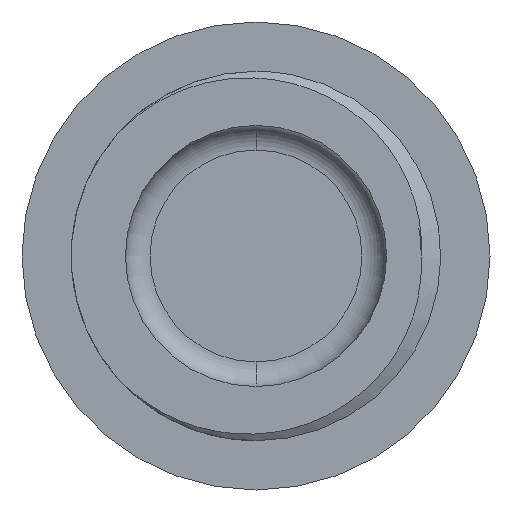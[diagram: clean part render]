
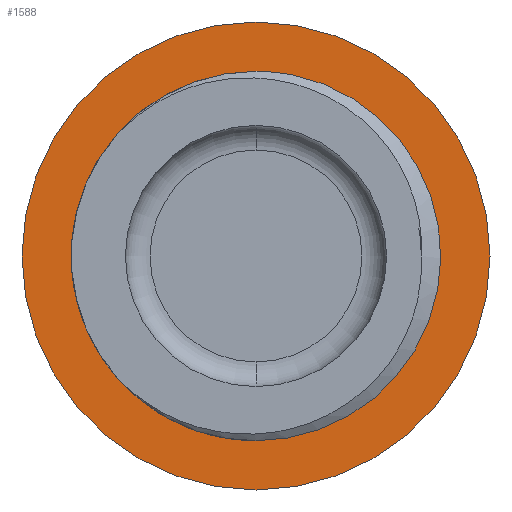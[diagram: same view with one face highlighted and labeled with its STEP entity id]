
A CAD part, front view. The second image highlights one B-rep face of the part: STEP entity #1588.
In plain terms, the highlighted planar face has unit normal (0, -1, 0).
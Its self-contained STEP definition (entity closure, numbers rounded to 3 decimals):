
#5 = VERTEX_POINT ( 'NONE', #56 ) ;
#6 = VERTEX_POINT ( 'NONE', #72 ) ;
#21 = VERTEX_POINT ( 'NONE', #50 ) ;
#30 = VERTEX_POINT ( 'NONE', #84 ) ;
#37 = VERTEX_POINT ( 'NONE', #82 ) ;
#44 = VERTEX_POINT ( 'NONE', #78 ) ;
#50 = CARTESIAN_POINT ( 'NONE',  ( 0., 5.859, 9.5 ) ) ;
#56 = CARTESIAN_POINT ( 'NONE',  ( 0., 5.859, 7.5 ) ) ;
#72 = CARTESIAN_POINT ( 'NONE',  ( 0., 5.859, -9.5 ) ) ;
#78 = CARTESIAN_POINT ( 'NONE',  ( 6.715, 5.859, 0.024 ) ) ;
#82 = CARTESIAN_POINT ( 'NONE',  ( 0., 5.859, 7.226 ) ) ;
#84 = CARTESIAN_POINT ( 'NONE',  ( -5.565, 5.859, -5.028 ) ) ;
#132 = CARTESIAN_POINT ( 'NONE',  ( 0., 5.859, 0. ) ) ;
#133 = DIRECTION ( 'NONE',  ( 0., -1., 0. ) ) ;
#137 = DIRECTION ( 'NONE',  ( 0., 0., 1. ) ) ;
#169 = VECTOR ( 'NONE', #446, 1000. ) ;
#170 = CARTESIAN_POINT ( 'NONE',  ( -2.575, 5.859, -6.915 ) ) ;
#171 = CARTESIAN_POINT ( 'NONE',  ( -1.169, 5.859, -7.22 ) ) ;
#212 = CIRCLE ( 'NONE', #216, 9.5 ) ;
#216 = AXIS2_PLACEMENT_3D ( 'NONE', #411, #368, #372 ) ;
#226 = CARTESIAN_POINT ( 'NONE',  ( -5.565, 5.859, -5.028 ) ) ;
#228 = CARTESIAN_POINT ( 'NONE',  ( -5.315, 5.859, -5.282 ) ) ;
#229 = CARTESIAN_POINT ( 'NONE',  ( -5.049, 5.859, -5.517 ) ) ;
#252 = CARTESIAN_POINT ( 'NONE',  ( 6.438, 5.859, 2.273 ) ) ;
#253 = CARTESIAN_POINT ( 'NONE',  ( 6.301, 5.859, 2.706 ) ) ;
#254 = CARTESIAN_POINT ( 'NONE',  ( 6.121, 5.859, 3.124 ) ) ;
#255 = CARTESIAN_POINT ( 'NONE',  ( 5.92, 5.859, 3.533 ) ) ;
#256 = CARTESIAN_POINT ( 'NONE',  ( 5.446, 5.859, 4.316 ) ) ;
#257 = CARTESIAN_POINT ( 'NONE',  ( 5.168, 5.859, 4.676 ) ) ;
#258 = CARTESIAN_POINT ( 'NONE',  ( 4.698, 5.859, 5.173 ) ) ;
#259 = CARTESIAN_POINT ( 'NONE',  ( 4.532, 5.859, 5.333 ) ) ;
#260 = CARTESIAN_POINT ( 'NONE',  ( 5.808, 5.859, 3.735 ) ) ;
#261 = CARTESIAN_POINT ( 'NONE',  ( 4.188, 5.859, 5.634 ) ) ;
#262 = CARTESIAN_POINT ( 'NONE',  ( 3.448, 5.859, 6.163 ) ) ;
#263 = CARTESIAN_POINT ( 'NONE',  ( 3.831, 5.859, 5.916 ) ) ;
#264 = CARTESIAN_POINT ( 'NONE',  ( 3.053, 5.859, 6.392 ) ) ;
#265 = CARTESIAN_POINT ( 'NONE',  ( 2.226, 5.859, 6.782 ) ) ;
#266 = CARTESIAN_POINT ( 'NONE',  ( 2.848, 5.859, 6.498 ) ) ;
#267 = CARTESIAN_POINT ( 'NONE',  ( 0.915, 5.859, 7.142 ) ) ;
#268 = CARTESIAN_POINT ( 'NONE',  ( 1.798, 5.859, 6.929 ) ) ;
#269 = CARTESIAN_POINT ( 'NONE',  ( 0.457, 5.859, 7.206 ) ) ;
#270 = CARTESIAN_POINT ( 'NONE',  ( 0., 5.859, 7.226 ) ) ;
#274 = CARTESIAN_POINT ( 'NONE',  ( -3.24, 5.859, -6.665 ) ) ;
#280 = CARTESIAN_POINT ( 'NONE',  ( -4.181, 5.859, -6.146 ) ) ;
#283 = CARTESIAN_POINT ( 'NONE',  ( 6.715, 5.859, 0.024 ) ) ;
#290 = CARTESIAN_POINT ( 'NONE',  ( -4.483, 5.859, -5.948 ) ) ;
#291 = CARTESIAN_POINT ( 'NONE',  ( 6.734, 5.859, 0.477 ) ) ;
#294 = CARTESIAN_POINT ( 'NONE',  ( 6.554, 5.859, 1.831 ) ) ;
#295 = CARTESIAN_POINT ( 'NONE',  ( 6.709, 5.859, 0.93 ) ) ;
#296 = CARTESIAN_POINT ( 'NONE',  ( 6.602, 5.859, 1.606 ) ) ;
#311 = CIRCLE ( 'NONE', #313, 9.5 ) ;
#313 = AXIS2_PLACEMENT_3D ( 'NONE', #132, #133, #137 ) ;
#326 = EDGE_LOOP ( 'NONE', ( #594, #649, #1254, #715 ) ) ;
#335 = CARTESIAN_POINT ( 'NONE',  ( 1.676, 5.859, -6.991 ) ) ;
#336 = CARTESIAN_POINT ( 'NONE',  ( 3.012, 5.859, -6.453 ) ) ;
#341 = EDGE_LOOP ( 'NONE', ( #688, #1278 ) ) ;
#364 = CARTESIAN_POINT ( 'NONE',  ( 6.394, 5.859, -2.442 ) ) ;
#368 = DIRECTION ( 'NONE',  ( 0., -1., 0. ) ) ;
#372 = DIRECTION ( 'NONE',  ( 0., 0., 1. ) ) ;
#390 = CARTESIAN_POINT ( 'NONE',  ( 6.722, 5.859, -0.694 ) ) ;
#394 = CARTESIAN_POINT ( 'NONE',  ( 5.421, 5.859, -4.343 ) ) ;
#396 = CARTESIAN_POINT ( 'NONE',  ( 5.809, 5.859, -3.748 ) ) ;
#406 = CARTESIAN_POINT ( 'NONE',  ( 6.715, 5.859, 0.024 ) ) ;
#411 = CARTESIAN_POINT ( 'NONE',  ( 0., 5.859, 0. ) ) ;
#414 = CARTESIAN_POINT ( 'NONE',  ( 4.463, 5.859, -5.407 ) ) ;
#415 = CARTESIAN_POINT ( 'NONE',  ( 5.203, 5.859, -4.628 ) ) ;
#416 = CARTESIAN_POINT ( 'NONE',  ( 4.721, 5.859, -5.162 ) ) ;
#417 = CARTESIAN_POINT ( 'NONE',  ( 6.645, 5.859, -1.405 ) ) ;
#418 = CARTESIAN_POINT ( 'NONE',  ( 6.732, 5.859, -0.332 ) ) ;
#428 = CARTESIAN_POINT ( 'NONE',  ( 5.98, 5.859, -3.436 ) ) ;
#434 = CARTESIAN_POINT ( 'NONE',  ( 6.579, 5.859, -1.755 ) ) ;
#436 = CARTESIAN_POINT ( 'NONE',  ( 6.272, 5.859, -2.782 ) ) ;
#440 = LINE ( 'NONE', #447, #169 ) ;
#446 = DIRECTION ( 'NONE',  ( 0., 0., 1. ) ) ;
#447 = CARTESIAN_POINT ( 'NONE',  ( 0., 5.859, 0. ) ) ;
#594 = ORIENTED_EDGE ( 'NONE', *, *, #1459, .F. ) ;
#649 = ORIENTED_EDGE ( 'NONE', *, *, #1429, .F. ) ;
#688 = ORIENTED_EDGE ( 'NONE', *, *, #1372, .T. ) ;
#715 = ORIENTED_EDGE ( 'NONE', *, *, #1417, .F. ) ;
#739 = DIRECTION ( 'NONE',  ( 0., 0., 1. ) ) ;
#766 = DIRECTION ( 'NONE',  ( 0., -1., 0. ) ) ;
#775 = CARTESIAN_POINT ( 'NONE',  ( 0., 5.859, 0. ) ) ;
#932 = FACE_OUTER_BOUND ( 'NONE', #341, .T. ) ;
#933 = PLANE ( 'NONE',  #1544 ) ;
#941 = FACE_BOUND ( 'NONE', #326, .T. ) ;
#942 = DIRECTION ( 'NONE',  ( 0., 1., 0. ) ) ;
#946 = DIRECTION ( 'NONE',  ( 0., 0., 1. ) ) ;
#952 = CARTESIAN_POINT ( 'NONE',  ( -7.5, 5.859, 0. ) ) ;
#1254 = ORIENTED_EDGE ( 'NONE', *, *, #1400, .F. ) ;
#1278 = ORIENTED_EDGE ( 'NONE', *, *, #1420, .T. ) ;
#1355 = CARTESIAN_POINT ( 'NONE',  ( 0.981, 5.859, -7.155 ) ) ;
#1369 = CARTESIAN_POINT ( 'NONE',  ( -0.455, 5.859, -7.269 ) ) ;
#1372 = EDGE_CURVE ( 'NONE', #6, #21, #311, .T. ) ;
#1400 = EDGE_CURVE ( 'NONE', #44, #37, #1576, .T. ) ;
#1417 = EDGE_CURVE ( 'NONE', #30, #44, #1575, .T. ) ;
#1420 = EDGE_CURVE ( 'NONE', #21, #6, #212, .T. ) ;
#1429 = EDGE_CURVE ( 'NONE', #37, #5, #440, .T. ) ;
#1459 = EDGE_CURVE ( 'NONE', #5, #30, #1520, .T. ) ;
#1518 = AXIS2_PLACEMENT_3D ( 'NONE', #775, #766, #739 ) ;
#1520 = CIRCLE ( 'NONE', #1518, 7.5 ) ;
#1544 = AXIS2_PLACEMENT_3D ( 'NONE', #952, #942, #946 ) ;
#1556 = CARTESIAN_POINT ( 'NONE',  ( 3.637, 5.859, -6.082 ) ) ;
#1575 = B_SPLINE_CURVE_WITH_KNOTS ( 'NONE', 3,
 ( #226, #228, #229, #290, #280, #274, #170, #171, #1369, #1355, #335, #336, #1556, #414, #416, #415, #394, #396, #428, #436, #364, #434, #417, #390, #418, #406 ),
 .UNSPECIFIED., .F., .F.,
 ( 4, 2, 2, 2, 2, 2, 2, 2, 2, 2, 2, 2, 4 ),
 ( 0.04, 0.041, 0.042, 0.044, 0.046, 0.048, 0.05, 0.052, 0.053, 0.054, 0.055, 0.056, 0.057 ),
 .UNSPECIFIED. ) ;
#1576 = B_SPLINE_CURVE_WITH_KNOTS ( 'NONE', 3,
 ( #283, #291, #295, #296, #294, #252, #253, #254, #255, #260, #256, #257, #258, #259, #261, #263, #262, #264, #266, #265, #268, #267, #269, #270 ),
 .UNSPECIFIED., .F., .F.,
 ( 4, 2, 2, 1, 2, 2, 2, 2, 1, 2, 2, 2, 4 ),
 ( 0.043, 0.045, 0.045, 0.046, 0.047, 0.047, 0.049, 0.05, 0.05, 0.051, 0.052, 0.053, 0.054 ),
 .UNSPECIFIED. ) ;
#1588 = ADVANCED_FACE ( 'NONE', ( #941, #932 ), #933, .F. ) ;
